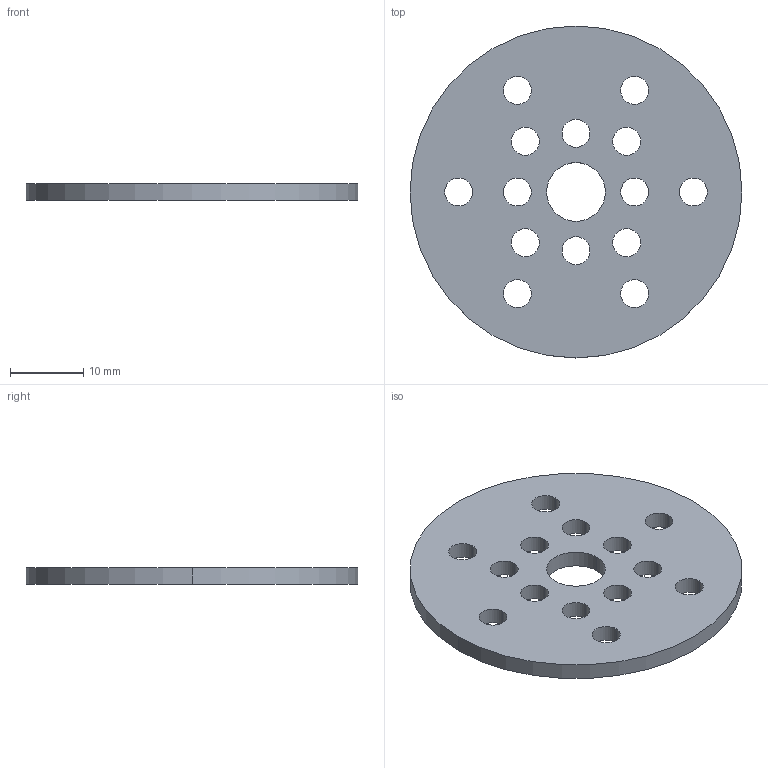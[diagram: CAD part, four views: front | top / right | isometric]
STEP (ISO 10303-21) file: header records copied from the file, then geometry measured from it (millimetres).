
FILE_DESCRIPTION (( 'STEP AP214' ), '1' );
FILE_NAME ('am-3686-32 S3 Pulley Plate 32mm.STEP', '2017-09-01T20:04:25', ( '' ), ( '' ), 'SwSTEP 2.0', 'SolidWorks 2017', '' );
FILE_SCHEMA (( 'AUTOMOTIVE_DESIGN' ));
Length unit declared in the file: millimetre
Products named in the file (1): am-3686-32 S3 Pulley Plate 32mm
Bounding box: 45.25 x 45.25 x 2.29 mm (x, y, z)
Volume: 3197.2 mm3; surface area: 3562.7 mm2
Topology: 1 solids, 1 shells, 34 faces, 96 edges, 64 vertices
Faces by surface type: cylinder 32, plane 2
Entity records: 1238 total; most frequent: DIRECTION 230, CARTESIAN_POINT 195, ORIENTED_EDGE 192, AXIS2_PLACEMENT_3D 99, EDGE_CURVE 96, CIRCLE 64, EDGE_LOOP 64, VERTEX_POINT 64
